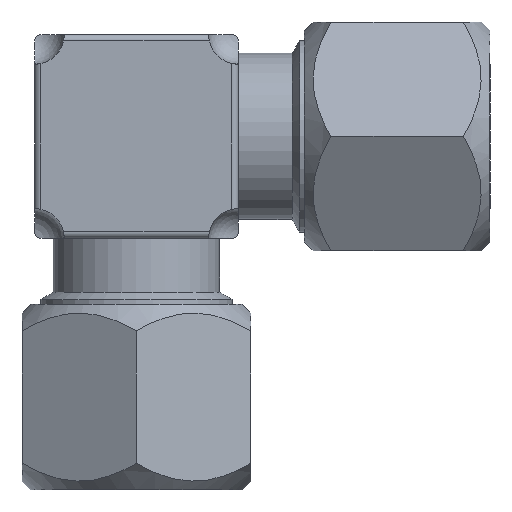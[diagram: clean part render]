
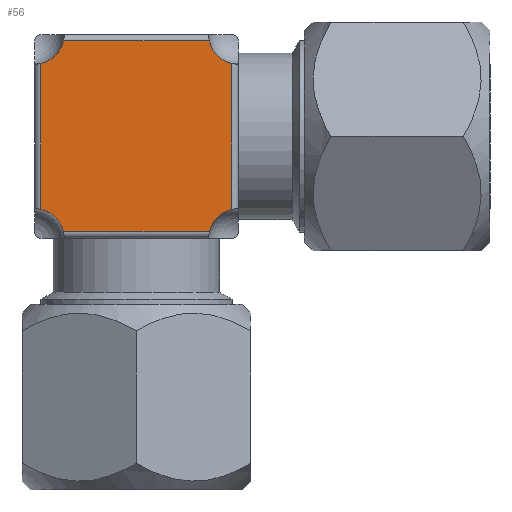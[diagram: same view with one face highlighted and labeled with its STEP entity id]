
A CAD part, left-side view. The second image highlights one B-rep face of the part: STEP entity #56.
In plain terms, the highlighted planar face has unit normal (-1, 0, 0).
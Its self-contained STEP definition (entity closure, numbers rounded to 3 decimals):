
#15 = EDGE_CURVE ( 'NONE', #39, #25, #2170, .T. ) ;
#25 = VERTEX_POINT ( 'NONE', #2148 ) ;
#35 = VERTEX_POINT ( 'NONE', #2185 ) ;
#36 = ORIENTED_EDGE ( 'NONE', *, *, #15, .T. ) ;
#39 = VERTEX_POINT ( 'NONE', #2173 ) ;
#46 = VERTEX_POINT ( 'NONE', #2230 ) ;
#48 = EDGE_LOOP ( 'NONE', ( #50, #36, #2840, #2896, #2894, #84, #76, #2868 ) ) ;
#49 = VERTEX_POINT ( 'NONE', #2232 ) ;
#50 = ORIENTED_EDGE ( 'NONE', *, *, #51, .F. ) ;
#51 = EDGE_CURVE ( 'NONE', #39, #35, #2218, .T. ) ;
#56 = ADVANCED_FACE ( 'NONE', ( #2212 ), #2214, .F. ) ;
#76 = ORIENTED_EDGE ( 'NONE', *, *, #77, .F. ) ;
#77 = EDGE_CURVE ( 'NONE', #49, #46, #2324, .T. ) ;
#81 = EDGE_CURVE ( 'NONE', #83, #46, #2308, .T. ) ;
#82 = EDGE_CURVE ( 'NONE', #83, #2897, #2304, .T. ) ;
#83 = VERTEX_POINT ( 'NONE', #2299 ) ;
#84 = ORIENTED_EDGE ( 'NONE', *, *, #81, .T. ) ;
#965 = DIRECTION ( 'NONE',  ( 0., -1., 0. ) ) ;
#966 = VECTOR ( 'NONE', #965, 1000. ) ;
#967 = CARTESIAN_POINT ( 'NONE',  ( -7.5, -8.5, -7.967 ) ) ;
#968 = LINE ( 'NONE', #967, #966 ) ;
#1045 = CARTESIAN_POINT ( 'NONE',  ( -7.5, -8.5, 8.5 ) ) ;
#1091 = CARTESIAN_POINT ( 'NONE',  ( -7.5, -6.089, 7.967 ) ) ;
#1092 = CARTESIAN_POINT ( 'NONE',  ( -7.5, 6.089, 7.967 ) ) ;
#1093 = DIRECTION ( 'NONE',  ( 0., 1., 0. ) ) ;
#1094 = VECTOR ( 'NONE', #1093, 1000. ) ;
#1095 = CARTESIAN_POINT ( 'NONE',  ( -7.5, 8.5, 7.967 ) ) ;
#1096 = LINE ( 'NONE', #1095, #1094 ) ;
#1097 = DIRECTION ( 'NONE',  ( 0., 0., -1. ) ) ;
#1098 = DIRECTION ( 'NONE',  ( -1., 0., 0. ) ) ;
#1099 = AXIS2_PLACEMENT_3D ( 'NONE', #1045, #1098, #1097 ) ;
#1100 = CIRCLE ( 'NONE', #1099, 2.47 ) ;
#2148 = CARTESIAN_POINT ( 'NONE',  ( -7.5, -7.967, 6.089 ) ) ;
#2167 = DIRECTION ( 'NONE',  ( 0., 0., 1. ) ) ;
#2168 = VECTOR ( 'NONE', #2167, 1000. ) ;
#2169 = CARTESIAN_POINT ( 'NONE',  ( -7.5, -7.967, 8.5 ) ) ;
#2170 = LINE ( 'NONE', #2169, #2168 ) ;
#2173 = CARTESIAN_POINT ( 'NONE',  ( -7.5, -7.967, -6.089 ) ) ;
#2185 = CARTESIAN_POINT ( 'NONE',  ( -7.5, -6.089, -7.967 ) ) ;
#2210 = CARTESIAN_POINT ( 'NONE',  ( -7.5, 0., 0. ) ) ;
#2211 = AXIS2_PLACEMENT_3D ( 'NONE', #2210, #2258, #2257 ) ;
#2212 = FACE_OUTER_BOUND ( 'NONE', #48, .T. ) ;
#2214 = PLANE ( 'NONE',  #2211 ) ;
#2215 = DIRECTION ( 'NONE',  ( 0., 0., -1. ) ) ;
#2216 = DIRECTION ( 'NONE',  ( -1., 0., 0. ) ) ;
#2217 = AXIS2_PLACEMENT_3D ( 'NONE', #2229, #2216, #2215 ) ;
#2218 = CIRCLE ( 'NONE', #2217, 2.47 ) ;
#2229 = CARTESIAN_POINT ( 'NONE',  ( -7.5, -8.5, -8.5 ) ) ;
#2230 = CARTESIAN_POINT ( 'NONE',  ( -7.5, 7.967, -6.089 ) ) ;
#2232 = CARTESIAN_POINT ( 'NONE',  ( -7.5, 6.089, -7.967 ) ) ;
#2257 = DIRECTION ( 'NONE',  ( 0., 0., -1. ) ) ;
#2258 = DIRECTION ( 'NONE',  ( 1., 0., 0. ) ) ;
#2262 = CARTESIAN_POINT ( 'NONE',  ( -7.5, 8.5, -8.5 ) ) ;
#2299 = CARTESIAN_POINT ( 'NONE',  ( -7.5, 7.967, 6.089 ) ) ;
#2300 = DIRECTION ( 'NONE',  ( 0., 0., -1. ) ) ;
#2301 = DIRECTION ( 'NONE',  ( -1., 0., 0. ) ) ;
#2302 = CARTESIAN_POINT ( 'NONE',  ( -7.5, 8.5, 8.5 ) ) ;
#2303 = AXIS2_PLACEMENT_3D ( 'NONE', #2302, #2301, #2300 ) ;
#2304 = CIRCLE ( 'NONE', #2303, 2.47 ) ;
#2305 = DIRECTION ( 'NONE',  ( 0., 0., -1. ) ) ;
#2306 = VECTOR ( 'NONE', #2305, 1000. ) ;
#2307 = CARTESIAN_POINT ( 'NONE',  ( -7.5, 7.967, -8.5 ) ) ;
#2308 = LINE ( 'NONE', #2307, #2306 ) ;
#2309 = DIRECTION ( 'NONE',  ( 0., 0., -1. ) ) ;
#2310 = DIRECTION ( 'NONE',  ( -1., 0., 0. ) ) ;
#2311 = AXIS2_PLACEMENT_3D ( 'NONE', #2262, #2310, #2309 ) ;
#2324 = CIRCLE ( 'NONE', #2311, 2.47 ) ;
#2840 = ORIENTED_EDGE ( 'NONE', *, *, #2893, .F. ) ;
#2862 = EDGE_CURVE ( 'NONE', #49, #35, #968, .T. ) ;
#2868 = ORIENTED_EDGE ( 'NONE', *, *, #2862, .T. ) ;
#2893 = EDGE_CURVE ( 'NONE', #2898, #25, #1100, .T. ) ;
#2894 = ORIENTED_EDGE ( 'NONE', *, *, #82, .F. ) ;
#2895 = EDGE_CURVE ( 'NONE', #2898, #2897, #1096, .T. ) ;
#2896 = ORIENTED_EDGE ( 'NONE', *, *, #2895, .T. ) ;
#2897 = VERTEX_POINT ( 'NONE', #1092 ) ;
#2898 = VERTEX_POINT ( 'NONE', #1091 ) ;
